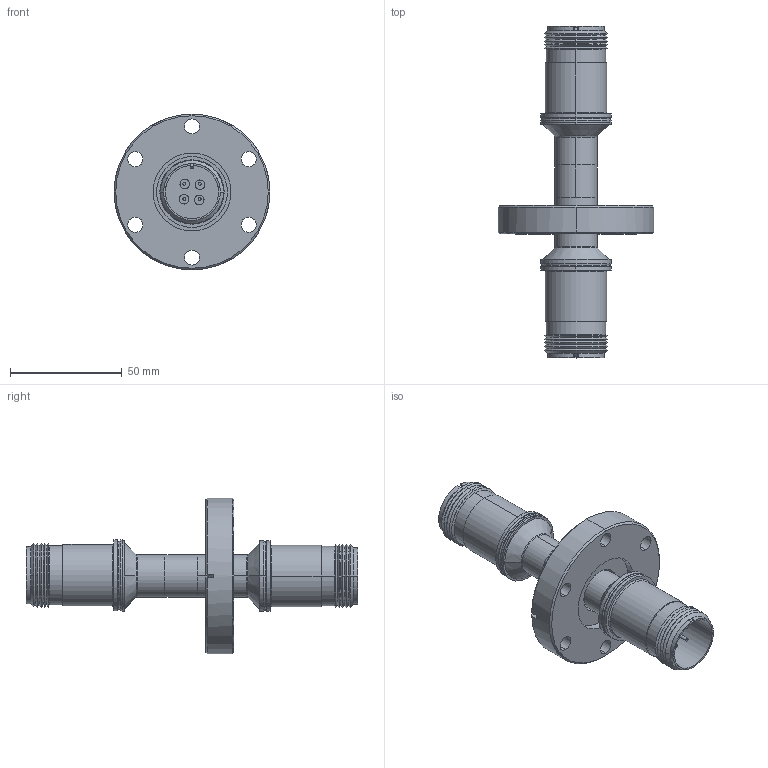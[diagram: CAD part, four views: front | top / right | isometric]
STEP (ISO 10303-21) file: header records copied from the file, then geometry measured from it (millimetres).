
FILE_DESCRIPTION (( 'STEP AP203' ), '1' );
FILE_NAME ('A1323-3-CF.STEP', '2013-03-18T17:43:57', ( '' ), ( '' ), 'SwSTEP 2.0', 'SolidWorks 2012', '' );
FILE_SCHEMA (( 'CONFIG_CONTROL_DESIGN' ));
Length unit declared in the file: inch
Products named in the file (1): A1323-3-CF
Bounding box: 69.85 x 148.72 x 69.85 mm (x, y, z)
Volume: 57413.9 mm3; surface area: 48503.4 mm2
Topology: 1 solids, 2 shells, 394 faces, 933 edges, 610 vertices
Faces by surface type: cylinder 199, plane 103, cone 56, torus 36
Entity records: 12322 total; most frequent: CARTESIAN_POINT 2596, DIRECTION 2237, ORIENTED_EDGE 1866, AXIS2_PLACEMENT_3D 967, EDGE_CURVE 933, VERTEX_POINT 610, CIRCLE 572, EDGE_LOOP 509
